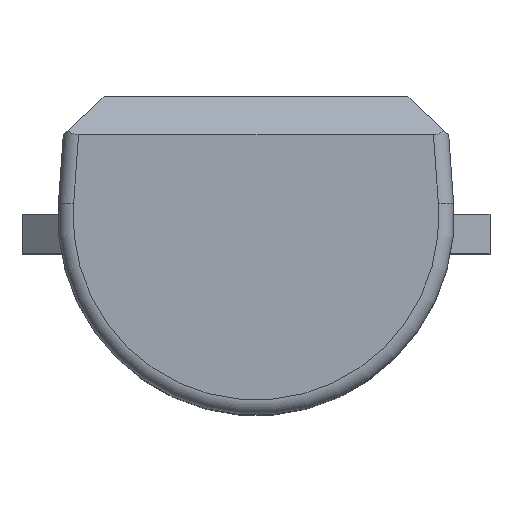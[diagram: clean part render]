
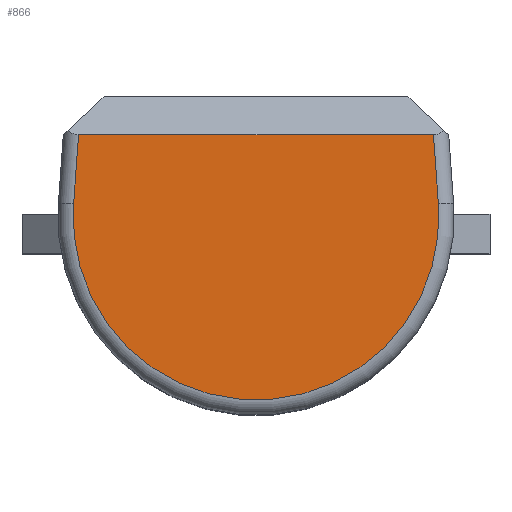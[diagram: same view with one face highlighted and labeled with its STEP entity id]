
A CAD part, top view. The second image highlights one B-rep face of the part: STEP entity #866.
In plain terms, the highlighted planar face has unit normal (0, 0, 1).
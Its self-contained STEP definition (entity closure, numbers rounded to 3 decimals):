
#39=PLANE('',#965);
#83=FACE_OUTER_BOUND('',#137,.T.);
#137=EDGE_LOOP('',(#646,#647,#648,#649));
#187=CIRCLE('',#962,2.407);
#204=LINE('',#1355,#298);
#205=LINE('',#1364,#299);
#206=LINE('',#1366,#300);
#298=VECTOR('',#1086,10.);
#299=VECTOR('',#1099,10.);
#300=VECTOR('',#1102,10.);
#416=VERTEX_POINT('',#1352);
#417=VERTEX_POINT('',#1354);
#418=VERTEX_POINT('',#1358);
#419=VERTEX_POINT('',#1362);
#500=EDGE_CURVE('',#416,#417,#204,.T.);
#503=EDGE_CURVE('',#418,#416,#187,.T.);
#505=EDGE_CURVE('',#419,#418,#205,.T.);
#506=EDGE_CURVE('',#417,#419,#206,.T.);
#646=ORIENTED_EDGE('',*,*,#500,.F.);
#647=ORIENTED_EDGE('',*,*,#503,.F.);
#648=ORIENTED_EDGE('',*,*,#505,.F.);
#649=ORIENTED_EDGE('',*,*,#506,.F.);
#866=ADVANCED_FACE('',(#83),#39,.T.);
#962=AXIS2_PLACEMENT_3D('',#1360,#1093,#1094);
#965=AXIS2_PLACEMENT_3D('',#1365,#1100,#1101);
#1086=DIRECTION('',(0.071,0.997,0.));
#1093=DIRECTION('center_axis',(0.,0.,-1.));
#1094=DIRECTION('ref_axis',(0.,-1.,0.));
#1099=DIRECTION('',(0.071,-0.997,0.));
#1100=DIRECTION('center_axis',(0.,0.,1.));
#1101=DIRECTION('ref_axis',(1.,0.,0.));
#1102=DIRECTION('',(1.,0.,0.));
#1352=CARTESIAN_POINT('',(-2.401,0.378,9.33));
#1354=CARTESIAN_POINT('',(-2.335,1.29,9.33));
#1355=CARTESIAN_POINT('',(-2.369,0.823,9.33));
#1358=CARTESIAN_POINT('',(2.401,0.378,9.33));
#1360=CARTESIAN_POINT('Origin',(0.,0.207,
9.33));
#1362=CARTESIAN_POINT('',(2.335,1.29,9.33));
#1364=CARTESIAN_POINT('',(2.419,0.124,9.33));
#1365=CARTESIAN_POINT('Origin',(0.,-0.305,9.33));
#1366=CARTESIAN_POINT('',(1.25,1.29,9.33));
